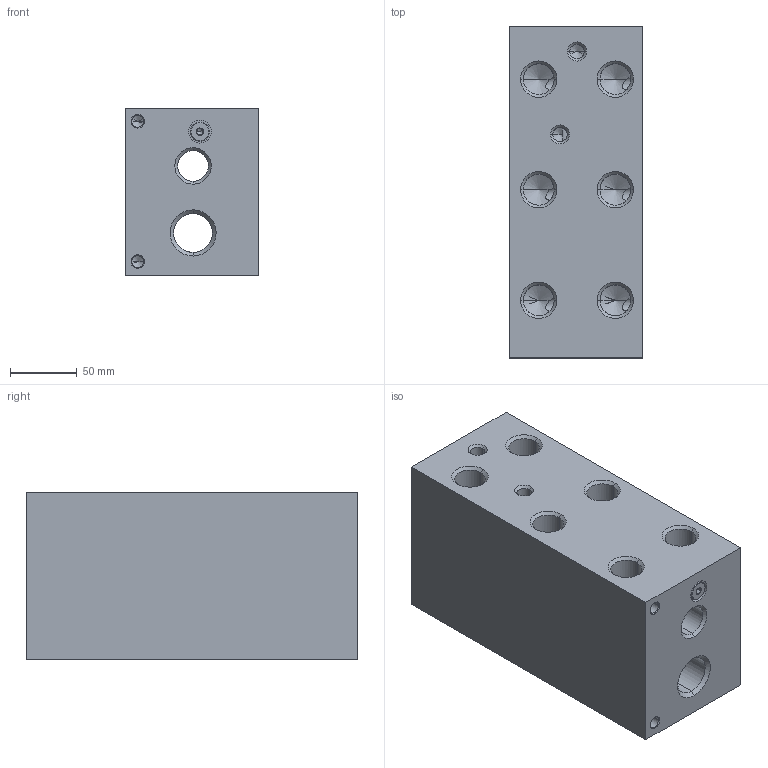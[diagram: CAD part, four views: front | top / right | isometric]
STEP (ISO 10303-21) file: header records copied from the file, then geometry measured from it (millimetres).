
FILE_DESCRIPTION((''),'2;1');
FILE_NAME('VRG_ASM','2022-01-27T',('ProEService'),(''),'PRO/ENGINEER BY PARAMETRIC TECHNOLOGY CORPORATION, 2014200','PRO/ENGINEER BY PARAMETRIC TECHNOLOGY CORPORATION, 2014200','');
FILE_SCHEMA(('CONFIG_CONTROL_DESIGN'));
Length unit declared in the file: inch
Products named in the file (3): 153-406-001; A330-006-004; VRG_ASM
Assembly tree (3 placements, depth 2):
  VRG_ASM
    153-406-001
    A330-006-004  x2
Bounding box: 100.03 x 247.65 x 125.43 mm (x, y, z)
Volume: 2564157.5 mm3; surface area: 240964 mm2
Topology: 3 solids, 3 shells, 335 faces, 1290 edges, 1126 vertices
Faces by surface type: cone 165, cylinder 124, plane 40, torus 6
Entity records: 13842 total; most frequent: CARTESIAN_POINT 4380, DIRECTION 2001, ORIENTED_EDGE 1634, EDGE_CURVE 817, AXIS2_PLACEMENT_3D 675, VECTOR 651, LINE 651, VERTEX_POINT 537
